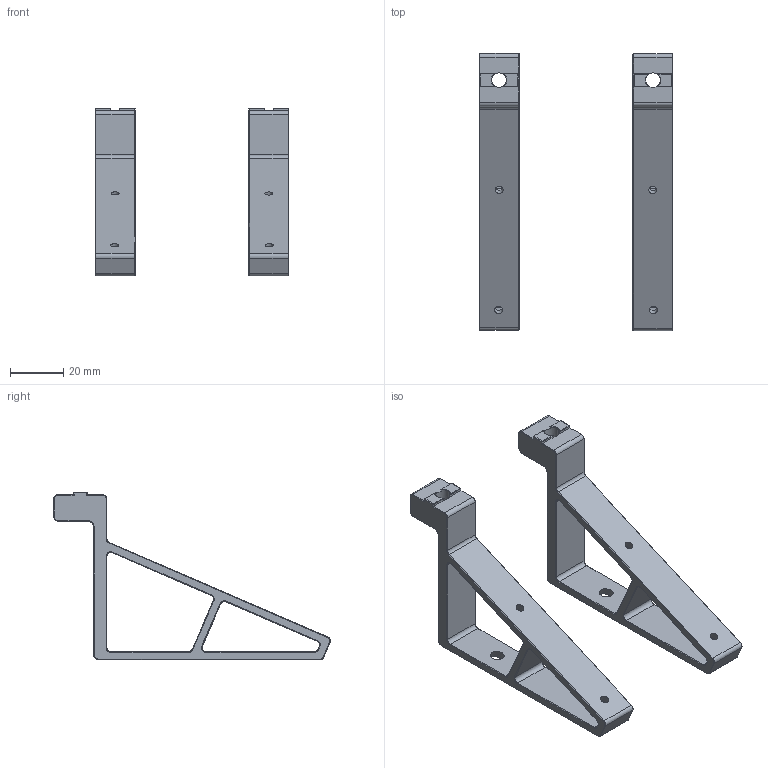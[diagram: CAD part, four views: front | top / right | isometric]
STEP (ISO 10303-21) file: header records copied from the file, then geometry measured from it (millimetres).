
FILE_DESCRIPTION(/* description */ (''),/* implementation_level */ '2;1');
FILE_NAME(/* name */ 'Mount.step',/* time_stamp */ '2022-05-08T20:32:38+02:00',/* author */ (''),/* organization */ (''),/* preprocessor_version */ 'ST-DEVELOPER v18.1',/* originating_system */ 'Autodesk Translation Framework v10.14.0.1471',/* authorisation */ '');
FILE_SCHEMA (('AUTOMOTIVE_DESIGN { 1 0 10303 214 3 1 1 }'));
Length unit declared in the file: millimetre
Products named in the file (3): Mount; Mount_R; Mount_L
Assembly tree (2 placements, depth 2):
  Mount
    Mount_R
    Mount_L
Bounding box: 72.83 x 104.04 x 63.03 mm (x, y, z)
Volume: 30253.5 mm3; surface area: 20651.5 mm2
Topology: 2 solids, 2 shells, 274 faces, 670 edges, 394 vertices
Faces by surface type: plane 156, cone 68, cylinder 46, bspline 4
Full cylindrical faces by diameter (mm): 3 x4, 5 x4, 5.5 x2, 10 x2
Entity records: 8224 total; most frequent: CARTESIAN_POINT 1655, DIRECTION 1370, ORIENTED_EDGE 1332, EDGE_CURVE 666, LINE 472, VECTOR 472, AXIS2_PLACEMENT_3D 449, VERTEX_POINT 394
